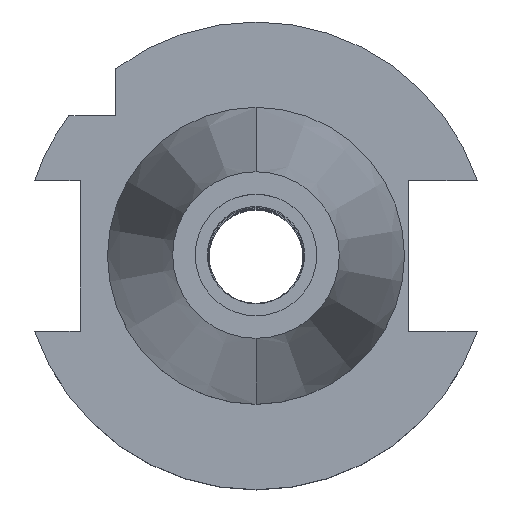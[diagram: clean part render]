
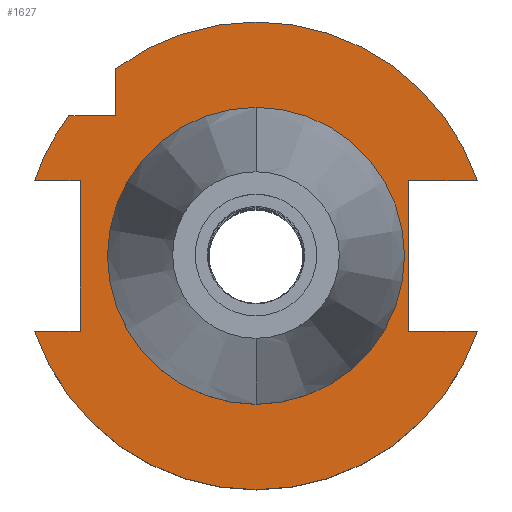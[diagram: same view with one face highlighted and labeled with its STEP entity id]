
A CAD part, top view. The second image highlights one B-rep face of the part: STEP entity #1627.
In plain terms, the highlighted planar face has unit normal (0, 0, 1).
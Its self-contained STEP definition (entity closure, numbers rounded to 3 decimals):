
#121=DIRECTION('',(0.,1.,0.));
#122=VECTOR('',#121,5.);
#123=CARTESIAN_POINT('',(-15.,15.,-3.2));
#124=LINE('',#123,#122);
#128=CARTESIAN_POINT('',(0.,0.,-3.2));
#129=DIRECTION('',(0.,0.,-1.));
#130=DIRECTION('',(-0.6,0.8,0.));
#131=AXIS2_PLACEMENT_3D('',#128,#129,#130);
#136=CARTESIAN_POINT('',(0.,0.,-3.2));
#137=DIRECTION('',(0.,0.,-1.));
#138=DIRECTION('',(0.,1.,0.));
#139=AXIS2_PLACEMENT_3D('',#136,#137,#138);
#144=DIRECTION('',(0.,-1.,0.));
#145=VECTOR('',#144,16.1);
#146=CARTESIAN_POINT('',(16.3,8.05,-3.2));
#147=LINE('',#146,#145);
#151=DIRECTION('',(1.,0.,0.));
#152=VECTOR('',#151,7.368);
#153=CARTESIAN_POINT('',(16.3,-8.05,-3.2));
#154=LINE('',#153,#152);
#158=CARTESIAN_POINT('',(0.,0.,-3.2));
#159=DIRECTION('',(0.,0.,-1.));
#160=DIRECTION('',(0.947,-0.322,0.));
#161=AXIS2_PLACEMENT_3D('',#158,#159,#160);
#166=CARTESIAN_POINT('',(0.,0.,-3.2));
#167=DIRECTION('',(0.,0.,-1.));
#168=DIRECTION('',(0.,-1.,0.));
#169=AXIS2_PLACEMENT_3D('',#166,#167,#168);
#174=DIRECTION('',(-1.,0.,0.));
#175=VECTOR('',#174,4.868);
#176=CARTESIAN_POINT('',(-18.8,8.05,-3.2));
#177=LINE('',#176,#175);
#181=CARTESIAN_POINT('',(0.,0.,-3.2));
#182=DIRECTION('',(0.,0.,-1.));
#183=DIRECTION('',(-0.947,0.322,0.));
#184=AXIS2_PLACEMENT_3D('',#181,#182,#183);
#189=CARTESIAN_POINT('',(0.,0.,-3.2));
#190=DIRECTION('',(0.,0.,1.));
#191=DIRECTION('',(0.,-1.,0.));
#192=AXIS2_PLACEMENT_3D('',#189,#190,#191);
#197=CARTESIAN_POINT('',(0.,0.,-3.2));
#198=DIRECTION('',(0.,0.,1.));
#199=DIRECTION('',(0.,1.,0.));
#200=AXIS2_PLACEMENT_3D('',#197,#198,#199);
#320=DIRECTION('',(-1.,0.,0.));
#321=VECTOR('',#320,5.);
#322=CARTESIAN_POINT('',(-15.,15.,-3.2));
#323=LINE('',#322,#321);
#499=DIRECTION('',(0.,-1.,0.));
#500=VECTOR('',#499,16.1);
#501=CARTESIAN_POINT('',(-18.8,8.05,-3.2));
#502=LINE('',#501,#500);
#513=DIRECTION('',(-1.,0.,0.));
#514=VECTOR('',#513,4.868);
#515=CARTESIAN_POINT('',(-18.8,-8.05,-3.2));
#516=LINE('',#515,#514);
#754=DIRECTION('',(1.,0.,0.));
#755=VECTOR('',#754,7.368);
#756=CARTESIAN_POINT('',(16.3,8.05,-3.2));
#757=LINE('',#756,#755);
#1312=CARTESIAN_POINT('',(0.,15.875,-3.2));
#1313=VERTEX_POINT('',#1312);
#1314=CARTESIAN_POINT('',(0.,-15.875,-3.2));
#1315=VERTEX_POINT('',#1314);
#1316=CARTESIAN_POINT('',(-15.,15.,-3.2));
#1317=CARTESIAN_POINT('',(-15.,20.,-3.2));
#1318=VERTEX_POINT('',#1316);
#1319=VERTEX_POINT('',#1317);
#1320=CARTESIAN_POINT('',(0.,25.,-3.2));
#1321=CARTESIAN_POINT('',(23.668,8.05,-3.2));
#1322=VERTEX_POINT('',#1320);
#1323=VERTEX_POINT('',#1321);
#1324=CARTESIAN_POINT('',(16.3,8.05,-3.2));
#1325=VERTEX_POINT('',#1324);
#1326=CARTESIAN_POINT('',(16.3,-8.05,-3.2));
#1327=VERTEX_POINT('',#1326);
#1328=CARTESIAN_POINT('',(23.668,-8.05,-3.2));
#1329=VERTEX_POINT('',#1328);
#1330=CARTESIAN_POINT('',(0.,-25.,-3.2));
#1331=CARTESIAN_POINT('',(-23.668,-8.05,-3.2));
#1332=VERTEX_POINT('',#1330);
#1333=VERTEX_POINT('',#1331);
#1334=CARTESIAN_POINT('',(-18.8,-8.05,-3.2));
#1335=VERTEX_POINT('',#1334);
#1336=CARTESIAN_POINT('',(-18.8,8.05,-3.2));
#1337=VERTEX_POINT('',#1336);
#1338=CARTESIAN_POINT('',(-23.668,8.05,-3.2));
#1339=VERTEX_POINT('',#1338);
#1340=CARTESIAN_POINT('',(-20.,15.,-3.2));
#1341=VERTEX_POINT('',#1340);
#1590=CARTESIAN_POINT('',(0.,0.,-3.2));
#1591=DIRECTION('',(0.,0.,1.));
#1592=DIRECTION('',(0.,1.,0.));
#1593=AXIS2_PLACEMENT_3D('',#1590,#1591,#1592);
#1594=PLANE('',#1593);
#1596=ORIENTED_EDGE('',*,*,#1595,.T.);
#1598=ORIENTED_EDGE('',*,*,#1597,.T.);
#1600=ORIENTED_EDGE('',*,*,#1599,.T.);
#1602=ORIENTED_EDGE('',*,*,#1601,.F.);
#1604=ORIENTED_EDGE('',*,*,#1603,.T.);
#1606=ORIENTED_EDGE('',*,*,#1605,.T.);
#1608=ORIENTED_EDGE('',*,*,#1607,.T.);
#1610=ORIENTED_EDGE('',*,*,#1609,.T.);
#1612=ORIENTED_EDGE('',*,*,#1611,.F.);
#1614=ORIENTED_EDGE('',*,*,#1613,.F.);
#1616=ORIENTED_EDGE('',*,*,#1615,.T.);
#1618=ORIENTED_EDGE('',*,*,#1617,.T.);
#1620=ORIENTED_EDGE('',*,*,#1619,.F.);
#1621=EDGE_LOOP('',(#1596,#1598,#1600,#1602,#1604,#1606,#1608,#1610,#1612,#1614,
#1616,#1618,#1620));
#1622=FACE_OUTER_BOUND('',#1621,.F.);
#1623=ORIENTED_EDGE('',*,*,#1569,.T.);
#1624=ORIENTED_EDGE('',*,*,#1585,.T.);
#1625=EDGE_LOOP('',(#1623,#1624));
#1626=FACE_BOUND('',#1625,.F.);
#132=CIRCLE('',#131,25.);
#140=CIRCLE('',#139,25.);
#162=CIRCLE('',#161,25.);
#170=CIRCLE('',#169,25.);
#185=CIRCLE('',#184,25.);
#193=CIRCLE('',#192,15.875);
#201=CIRCLE('',#200,15.875);
#1569=EDGE_CURVE('',#1315,#1313,#193,.T.);
#1585=EDGE_CURVE('',#1313,#1315,#201,.T.);
#1595=EDGE_CURVE('',#1318,#1319,#124,.T.);
#1597=EDGE_CURVE('',#1319,#1322,#132,.T.);
#1599=EDGE_CURVE('',#1322,#1323,#140,.T.);
#1601=EDGE_CURVE('',#1325,#1323,#757,.T.);
#1603=EDGE_CURVE('',#1325,#1327,#147,.T.);
#1605=EDGE_CURVE('',#1327,#1329,#154,.T.);
#1607=EDGE_CURVE('',#1329,#1332,#162,.T.);
#1609=EDGE_CURVE('',#1332,#1333,#170,.T.);
#1611=EDGE_CURVE('',#1335,#1333,#516,.T.);
#1613=EDGE_CURVE('',#1337,#1335,#502,.T.);
#1615=EDGE_CURVE('',#1337,#1339,#177,.T.);
#1617=EDGE_CURVE('',#1339,#1341,#185,.T.);
#1619=EDGE_CURVE('',#1318,#1341,#323,.T.);
#1627=ADVANCED_FACE('',(#1622,#1626),#1594,.T.);
